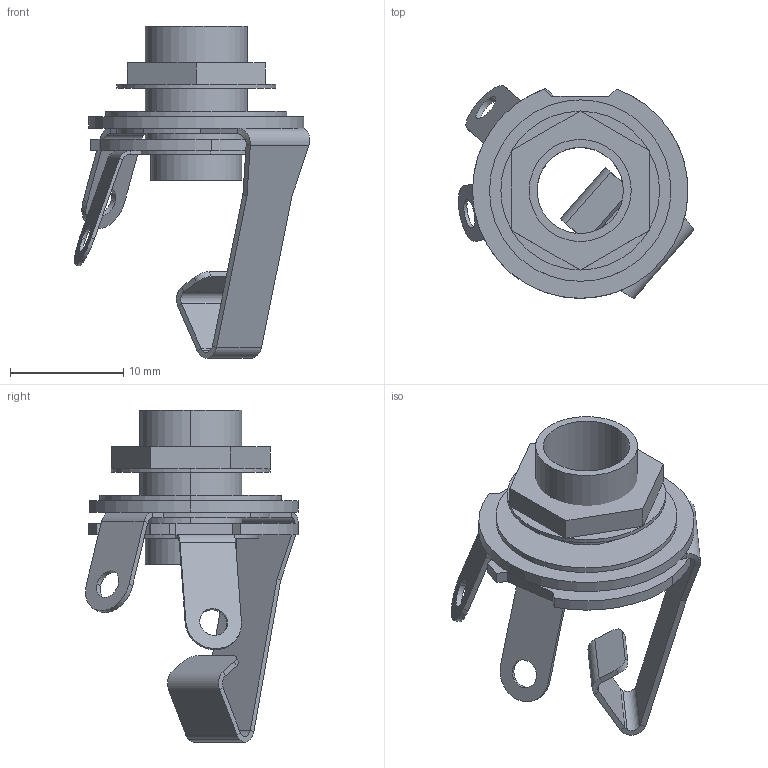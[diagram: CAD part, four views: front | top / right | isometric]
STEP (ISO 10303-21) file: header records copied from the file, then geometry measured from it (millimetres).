
FILE_DESCRIPTION (( 'STEP AP214' ), '1' );
FILE_NAME ('User Library-Jack6.3 Asm.STEP', '2019-02-08T23:00:58', ( '' ), ( '' ), 'SwSTEP 2.0', 'SolidWorks 2019', '' );
FILE_SCHEMA (( 'AUTOMOTIVE_DESIGN' ));
Length unit declared in the file: millimetre
Products named in the file (9): User Library-Jack6.3 Asm_GroundContact___ _________; User Library-Jack6.3 Asm_Nut___ _________; User Library-Jack6.3 Asm_OuterWasher___ _________; User Library-Jack6.3 Asm_Washer0___ _________; User Library-Jack6.3 Asm_CentralContact___ _________; User Library-Jack6.3 Asm_Washer1___ _________; User Library-Jack6.3 Asm_Washer2___ _________; User Library-Jack6.3 Asm_Jack6.3body___ _________; User Library-Jack6.3 Asm
Assembly tree (8 placements, depth 2):
  User Library-Jack6.3 Asm
    User Library-Jack6.3 Asm_Jack6.3body___ _________
    User Library-Jack6.3 Asm_Washer0___ _________
    User Library-Jack6.3 Asm_OuterWasher___ _________
    User Library-Jack6.3 Asm_Nut___ _________
    User Library-Jack6.3 Asm_Washer1___ _________
    User Library-Jack6.3 Asm_Washer2___ _________
    User Library-Jack6.3 Asm_CentralContact___ _________
    User Library-Jack6.3 Asm_GroundContact___ _________
Bounding box: 20.76 x 18.77 x 29.27 mm (x, y, z)
Volume: 1057.1 mm3; surface area: 3685.1 mm2
Topology: 8 solids, 8 shells, 141 faces, 326 edges, 204 vertices
Faces by surface type: plane 77, cylinder 62, bspline 2
Entity records: 4498 total; most frequent: CARTESIAN_POINT 764, DIRECTION 738, ORIENTED_EDGE 652, EDGE_CURVE 326, AXIS2_PLACEMENT_3D 270, VERTEX_POINT 204, LINE 198, VECTOR 198
